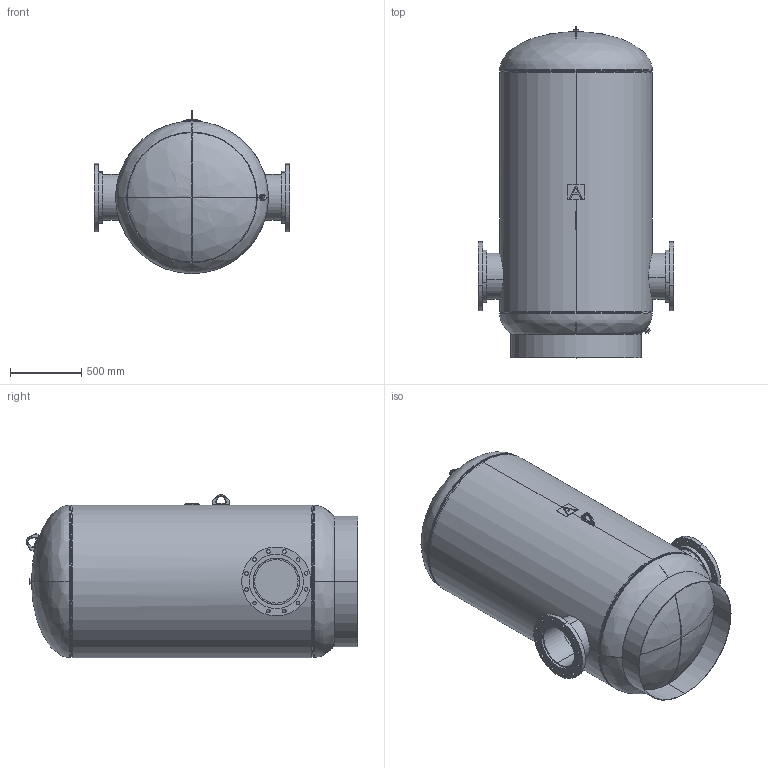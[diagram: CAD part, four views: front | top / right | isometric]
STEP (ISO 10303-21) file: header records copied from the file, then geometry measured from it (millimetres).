
FILE_DESCRIPTION (( 'STEP AP203' ), '1' );
FILE_NAME ('CBT-500-12F.STEP', '2021-03-26T13:43:47', ( '' ), ( '' ), 'SwSTEP 2.0', 'SolidWorks 2021', '' );
FILE_SCHEMA (( 'CONFIG_CONTROL_DESIGN' ));
Length unit declared in the file: inch
Products named in the file (14): 9600830_42" VERT; 55Q0378; 9461120; 9301150_7.5; 9500040; 55K0266; 9500050; 9200230; PLUGS_9500150; CBT-500-12F; 9400542; 99B0591; 9455042
Assembly tree (26 placements, depth 2):
  CBT-500-12F
    99B0591
    9200230
    9200230
    9500040
    9500050
    PLUGS_9500150
    9301150_7.5  x2
    9461120  x2
    9455042
    55K0266  x11
    9400542  x2
    55Q0378
    9600830_42" VERT
Bounding box: 1371.6 x 2323.77 x 1143.97 mm (x, y, z)
Volume: 66861307.2 mm3; surface area: 22058663.2 mm2
Topology: 26 solids, 26 shells, 434 faces, 991 edges, 612 vertices
Faces by surface type: cylinder 183, plane 143, torus 64, cone 24, bspline 20
Entity records: 13887 total; most frequent: CARTESIAN_POINT 5691, DIRECTION 1452, ORIENTED_EDGE 1238, EDGE_CURVE 619, AXIS2_PLACEMENT_3D 611, VERTEX_POINT 380, CIRCLE 332, EDGE_LOOP 317
